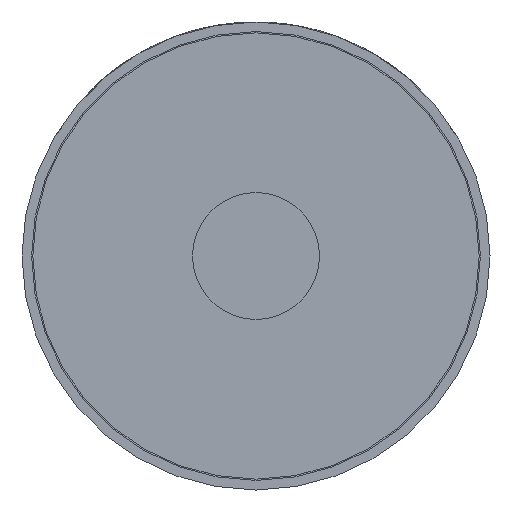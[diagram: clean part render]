
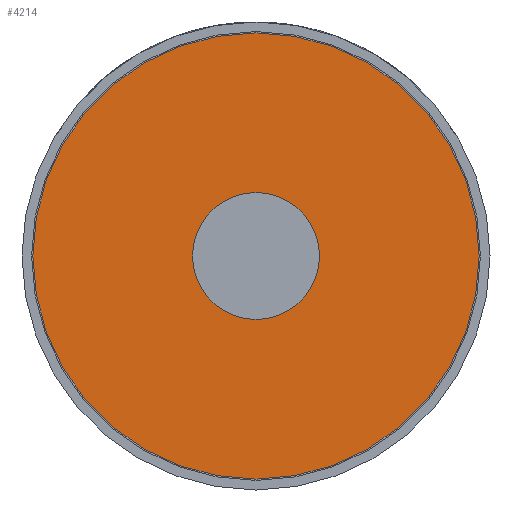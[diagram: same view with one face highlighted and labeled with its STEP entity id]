
A CAD part, front view. The second image highlights one B-rep face of the part: STEP entity #4214.
In plain terms, the highlighted planar face has unit normal (0, -1, 0).
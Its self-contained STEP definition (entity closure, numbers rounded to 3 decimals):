
#7 = CARTESIAN_POINT ( 'NONE',  ( 0.037, 0.053, 0. ) ) ;
#52 = EDGE_LOOP ( 'NONE', ( #2116, #4211 ) ) ;
#167 = DIRECTION ( 'NONE',  ( 0., -1., 0. ) ) ;
#236 = DIRECTION ( 'NONE',  ( 0., -1., 0. ) ) ;
#313 = VERTEX_POINT ( 'NONE', #2252 ) ;
#403 = DIRECTION ( 'NONE',  ( 0., 0., -1. ) ) ;
#476 = EDGE_CURVE ( 'NONE', #313, #1761, #4047, .T. ) ;
#555 = PLANE ( 'NONE',  #4299 ) ;
#815 = CARTESIAN_POINT ( 'NONE',  ( 0.037, 0.053, 0. ) ) ;
#1085 = CARTESIAN_POINT ( 'NONE',  ( 0.037, 0.053, 0. ) ) ;
#1106 = DIRECTION ( 'NONE',  ( 0., 1., 0. ) ) ;
#1141 = CARTESIAN_POINT ( 'NONE',  ( 0.037, 0.053, 0.495 ) ) ;
#1214 = FACE_OUTER_BOUND ( 'NONE', #2084, .T. ) ;
#1246 = CARTESIAN_POINT ( 'NONE',  ( 0.037, 0.053, 1.74 ) ) ;
#1279 = AXIS2_PLACEMENT_3D ( 'NONE', #1085, #1106, #403 ) ;
#1535 = EDGE_CURVE ( 'NONE', #1761, #313, #2410, .T. ) ;
#1593 = EDGE_CURVE ( 'NONE', #2318, #3591, #2204, .T. ) ;
#1682 = DIRECTION ( 'NONE',  ( 0., 0., -1. ) ) ;
#1705 = AXIS2_PLACEMENT_3D ( 'NONE', #7, #2307, #1682 ) ;
#1761 = VERTEX_POINT ( 'NONE', #1246 ) ;
#1777 = DIRECTION ( 'NONE',  ( 0., 0., -1. ) ) ;
#1793 = CARTESIAN_POINT ( 'NONE',  ( 0.037, 0.053, 0. ) ) ;
#1914 = CARTESIAN_POINT ( 'NONE',  ( 0.037, 0.053, 0. ) ) ;
#2084 = EDGE_LOOP ( 'NONE', ( #3921, #3774 ) ) ;
#2116 = ORIENTED_EDGE ( 'NONE', *, *, #3459, .T. ) ;
#2204 = CIRCLE ( 'NONE', #1279, 0.495 ) ;
#2252 = CARTESIAN_POINT ( 'NONE',  ( 0.037, 0.053, -1.74 ) ) ;
#2307 = DIRECTION ( 'NONE',  ( 0., -1., 0. ) ) ;
#2318 = VERTEX_POINT ( 'NONE', #2339 ) ;
#2339 = CARTESIAN_POINT ( 'NONE',  ( 0.037, 0.053, -0.495 ) ) ;
#2410 = CIRCLE ( 'NONE', #1705, 1.74 ) ;
#2669 = CIRCLE ( 'NONE', #4077, 0.495 ) ;
#3161 = DIRECTION ( 'NONE',  ( 0., 1., 0. ) ) ;
#3459 = EDGE_CURVE ( 'NONE', #3591, #2318, #2669, .T. ) ;
#3498 = DIRECTION ( 'NONE',  ( 0., 0., -1. ) ) ;
#3591 = VERTEX_POINT ( 'NONE', #1141 ) ;
#3688 = AXIS2_PLACEMENT_3D ( 'NONE', #815, #167, #1777 ) ;
#3774 = ORIENTED_EDGE ( 'NONE', *, *, #1535, .T. ) ;
#3921 = ORIENTED_EDGE ( 'NONE', *, *, #476, .T. ) ;
#4047 = CIRCLE ( 'NONE', #3688, 1.74 ) ;
#4077 = AXIS2_PLACEMENT_3D ( 'NONE', #1793, #3161, #3498 ) ;
#4211 = ORIENTED_EDGE ( 'NONE', *, *, #1593, .T. ) ;
#4214 = ADVANCED_FACE ( 'Defeature ausgef�hrt2_4', ( #4272, #1214 ), #555, .T. ) ;
#4272 = FACE_BOUND ( 'NONE', #52, .T. ) ;
#4299 = AXIS2_PLACEMENT_3D ( 'NONE', #1914, #236, #4364 ) ;
#4364 = DIRECTION ( 'NONE',  ( 0., 0., -1. ) ) ;
